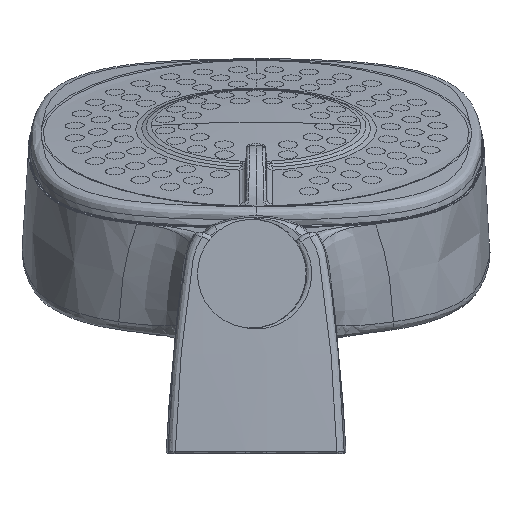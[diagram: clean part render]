
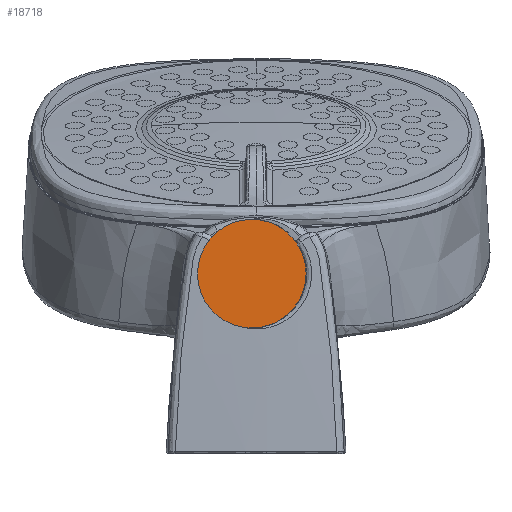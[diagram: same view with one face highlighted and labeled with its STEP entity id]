
A CAD part, front view. The second image highlights one B-rep face of the part: STEP entity #18718.
In plain terms, the highlighted planar face has unit normal (-0.014, -1, 0).
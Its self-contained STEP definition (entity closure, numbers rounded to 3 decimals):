
#728 = DIRECTION ( 'NONE',  ( 1., -0.014, 0.007 ) ) ;
#1838 = DIRECTION ( 'NONE',  ( 0.014, 1., 0. ) ) ;
#1851 = VERTEX_POINT ( 'NONE', #11138 ) ;
#3514 = PLANE ( 'NONE',  #11918 ) ;
#5441 = EDGE_LOOP ( 'NONE', ( #20535, #9543 ) ) ;
#5687 = CARTESIAN_POINT ( 'NONE',  ( 207.599, 18.851, 278.355 ) ) ;
#7604 = EDGE_CURVE ( 'NONE', #1851, #26285, #15408, .T. ) ;
#7796 = DIRECTION ( 'NONE',  ( -1., 0.014, -0.007 ) ) ;
#8829 = CIRCLE ( 'NONE', #15969, 11.475 ) ;
#9543 = ORIENTED_EDGE ( 'NONE', *, *, #7604, .F. ) ;
#11138 = CARTESIAN_POINT ( 'NONE',  ( 184.827, 19.169, 278.202 ) ) ;
#11918 = AXIS2_PLACEMENT_3D ( 'NONE', #5687, #20515, #7796 ) ;
#12171 = CARTESIAN_POINT ( 'NONE',  ( 207.774, 18.849, 278.356 ) ) ;
#13460 = DIRECTION ( 'NONE',  ( 0.014, 1., 0. ) ) ;
#14567 = CARTESIAN_POINT ( 'NONE',  ( 196.3, 19.009, 278.279 ) ) ;
#15408 = CIRCLE ( 'NONE', #23313, 11.475 ) ;
#15969 = AXIS2_PLACEMENT_3D ( 'NONE', #26167, #13460, #728 ) ;
#16689 = DIRECTION ( 'NONE',  ( 1., -0.014, 0.007 ) ) ;
#18718 = ADVANCED_FACE ( 'NONE', ( #25180 ), #3514, .T. ) ;
#20515 = DIRECTION ( 'NONE',  ( -0.014, -1., 0. ) ) ;
#20535 = ORIENTED_EDGE ( 'NONE', *, *, #23577, .F. ) ;
#23313 = AXIS2_PLACEMENT_3D ( 'NONE', #14567, #1838, #16689 ) ;
#23577 = EDGE_CURVE ( 'NONE', #26285, #1851, #8829, .T. ) ;
#25180 = FACE_OUTER_BOUND ( 'NONE', #5441, .T. ) ;
#26167 = CARTESIAN_POINT ( 'NONE',  ( 196.3, 19.009, 278.279 ) ) ;
#26285 = VERTEX_POINT ( 'NONE', #12171 ) ;
